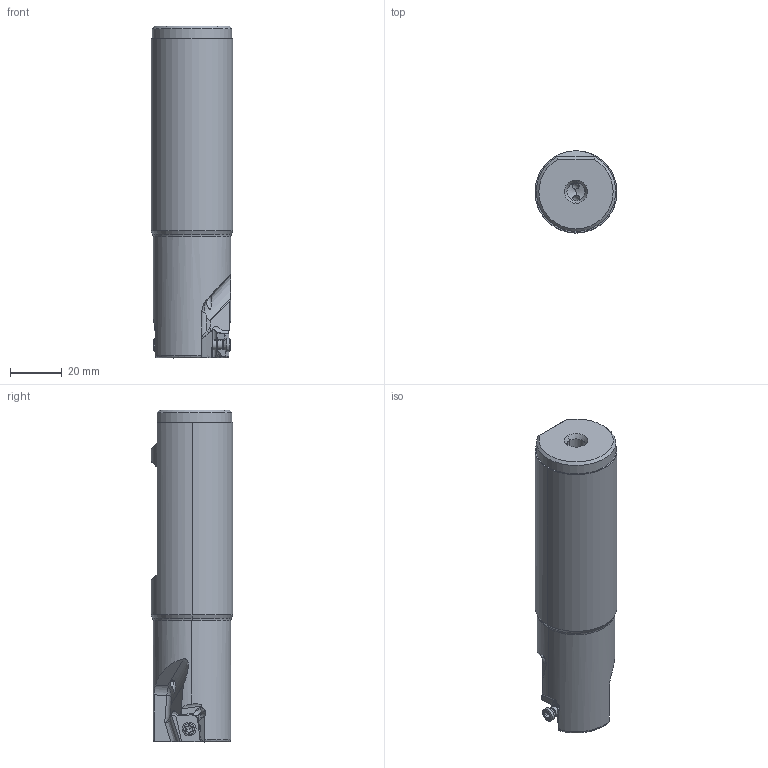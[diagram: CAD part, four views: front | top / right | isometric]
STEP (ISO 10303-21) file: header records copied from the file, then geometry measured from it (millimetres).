
FILE_DESCRIPTION(/* description */ (''),/* implementation_level */ '2;1');
FILE_NAME(/* name */ 'VPX300UR2002FA20S.stp',/* time_stamp */ '2025-07-08T15:59:12+09:00',/* author */ (''),/* organization */ (''),/* preprocessor_version */ 'ST-DEVELOPER v18.101',/* originating_system */ 'SIEMENS PLM Software NX 2011',/* authorisation */ '');
FILE_SCHEMA (('AUTOMOTIVE_DESIGN { 1 0 10303 214 3 1 1 1 }'));
Length unit declared in the file: millimetre
Products named in the file (1): VPX300UR2002FA20S_ASM
Bounding box: 31.75 x 31.75 x 128.57 mm (x, y, z)
Volume: 88233 mm3; surface area: 16896.1 mm2
Topology: 3 solids, 3 shells, 228 faces, 634 edges, 417 vertices
Faces by surface type: cylinder 97, plane 66, cone 33, torus 18, extrusion 8, sphere 4, bspline 2
Entity records: 8885 total; most frequent: CARTESIAN_POINT 3161, ORIENTED_EDGE 1244, DIRECTION 1084, EDGE_CURVE 622, AXIS2_PLACEMENT_3D 428, VERTEX_POINT 412, EDGE_LOOP 244, ADVANCED_FACE 228
